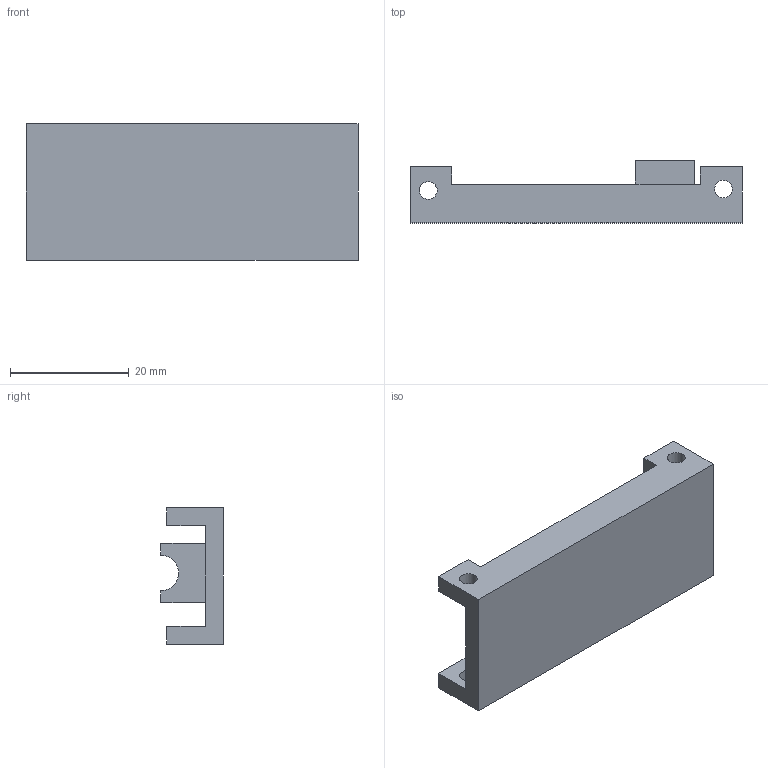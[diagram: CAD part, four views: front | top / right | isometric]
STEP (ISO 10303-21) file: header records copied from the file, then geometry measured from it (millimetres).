
FILE_DESCRIPTION(/* description */ (''),/* implementation_level */ '2;1');
FILE_NAME(/* name */ 'logo_sides.step',/* time_stamp */ '2024-05-30T20:05:44+02:00',/* author */ (''),/* organization */ (''),/* preprocessor_version */ 'ST-DEVELOPER v20',/* originating_system */ 'Autodesk Translation Framework v13.14.0.145',/* authorisation */ '');
FILE_SCHEMA (('AUTOMOTIVE_DESIGN { 1 0 10303 214 3 1 1 }'));
Length unit declared in the file: millimetre
Products named in the file (1): logo_sides
Bounding box: 56 x 10.5 x 23 mm (x, y, z)
Volume: 5815.5 mm3; surface area: 4478.3 mm2
Topology: 1 solids, 1 shells, 31 faces, 83 edges, 55 vertices
Faces by surface type: plane 26, cylinder 5
Full cylindrical faces by diameter (mm): 3 x4
Entity records: 1008 total; most frequent: CARTESIAN_POINT 170, ORIENTED_EDGE 166, DIRECTION 157, EDGE_CURVE 83, LINE 73, VECTOR 73, VERTEX_POINT 55, AXIS2_PLACEMENT_3D 42
